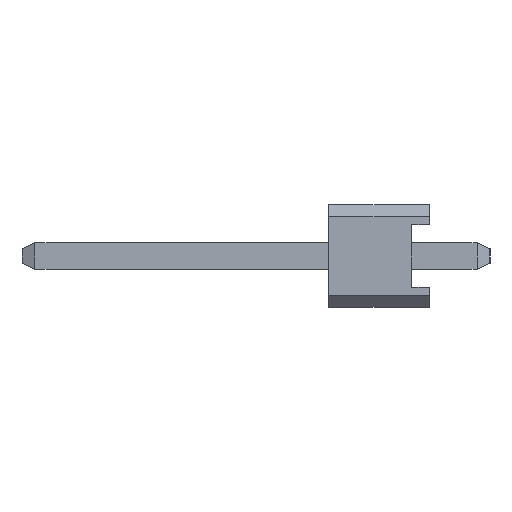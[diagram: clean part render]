
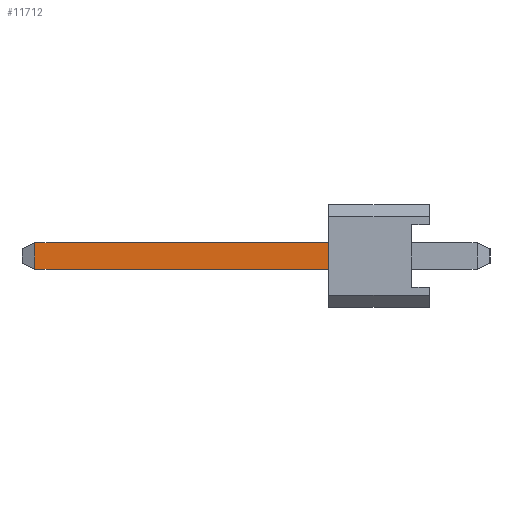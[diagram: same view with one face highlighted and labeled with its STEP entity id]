
A CAD part, left-side view. The second image highlights one B-rep face of the part: STEP entity #11712.
In plain terms, the highlighted planar face has unit normal (-1, 0, 0).
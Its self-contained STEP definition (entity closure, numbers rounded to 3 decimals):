
#2676 = VERTEX_POINT ( 'NONE', #5143 ) ;
#2677 = VERTEX_POINT ( 'NONE', #5142 ) ;
#2731 = EDGE_CURVE ( 'NONE', #2677, #2676, #5243, .T. ) ;
#5142 = CARTESIAN_POINT ( 'NONE',  ( -0.325, 2.5, -0.325 ) ) ;
#5143 = CARTESIAN_POINT ( 'NONE',  ( -0.325, 2.5, 0.325 ) ) ;
#5240 = DIRECTION ( 'NONE',  ( 0., 0., 1. ) ) ;
#5241 = VECTOR ( 'NONE', #5240, 1000. ) ;
#5242 = CARTESIAN_POINT ( 'NONE',  ( -0.325, 2.5, -1.27 ) ) ;
#5243 = LINE ( 'NONE', #5242, #5241 ) ;
#9606 = DIRECTION ( 'NONE',  ( 0., 0., -1. ) ) ;
#9607 = DIRECTION ( 'NONE',  ( 1., 0., 0. ) ) ;
#9608 = CARTESIAN_POINT ( 'NONE',  ( -0.325, 10.1, 0.325 ) ) ;
#9609 = AXIS2_PLACEMENT_3D ( 'NONE', #9608, #9607, #9606 ) ;
#9610 = PLANE ( 'NONE',  #9609 ) ;
#9611 = FACE_OUTER_BOUND ( 'NONE', #11780, .T. ) ;
#9678 = DIRECTION ( 'NONE',  ( 0., -1., 0. ) ) ;
#9679 = VECTOR ( 'NONE', #9678, 1000. ) ;
#9680 = CARTESIAN_POINT ( 'NONE',  ( -0.325, 10.1, -0.325 ) ) ;
#9681 = LINE ( 'NONE', #9680, #9679 ) ;
#9682 = CARTESIAN_POINT ( 'NONE',  ( -0.325, 9.778, -0.325 ) ) ;
#9683 = DIRECTION ( 'NONE',  ( 0., 0., -1. ) ) ;
#9684 = VECTOR ( 'NONE', #9683, 1000. ) ;
#9685 = CARTESIAN_POINT ( 'NONE',  ( -0.325, 9.778, 0.325 ) ) ;
#9686 = LINE ( 'NONE', #9685, #9684 ) ;
#9764 = CARTESIAN_POINT ( 'NONE',  ( -0.325, 9.778, 0.325 ) ) ;
#9765 = DIRECTION ( 'NONE',  ( 0., -1., 0. ) ) ;
#9766 = VECTOR ( 'NONE', #9765, 1000. ) ;
#9767 = CARTESIAN_POINT ( 'NONE',  ( -0.325, 10.1, 0.325 ) ) ;
#9768 = LINE ( 'NONE', #9767, #9766 ) ;
#11712 = ADVANCED_FACE ( 'NONE', ( #9611 ), #9610, .F. ) ;
#11756 = EDGE_CURVE ( 'NONE', #11783, #11757, #9686, .T. ) ;
#11757 = VERTEX_POINT ( 'NONE', #9682 ) ;
#11758 = ORIENTED_EDGE ( 'NONE', *, *, #11759, .T. ) ;
#11759 = EDGE_CURVE ( 'NONE', #11757, #2677, #9681, .T. ) ;
#11780 = EDGE_LOOP ( 'NONE', ( #11781, #11784, #11758, #11821 ) ) ;
#11781 = ORIENTED_EDGE ( 'NONE', *, *, #11782, .F. ) ;
#11782 = EDGE_CURVE ( 'NONE', #11783, #2676, #9768, .T. ) ;
#11783 = VERTEX_POINT ( 'NONE', #9764 ) ;
#11784 = ORIENTED_EDGE ( 'NONE', *, *, #11756, .T. ) ;
#11821 = ORIENTED_EDGE ( 'NONE', *, *, #2731, .T. ) ;
